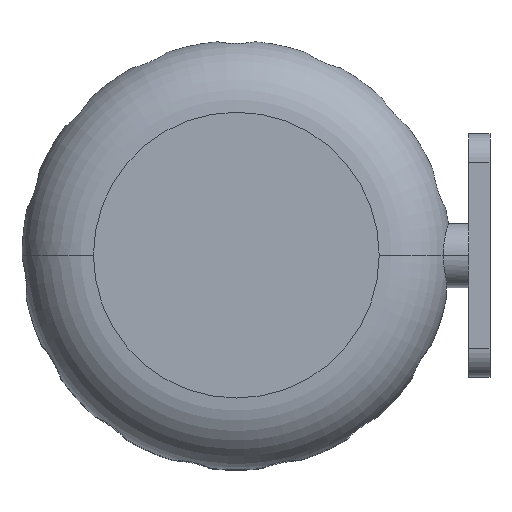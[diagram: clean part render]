
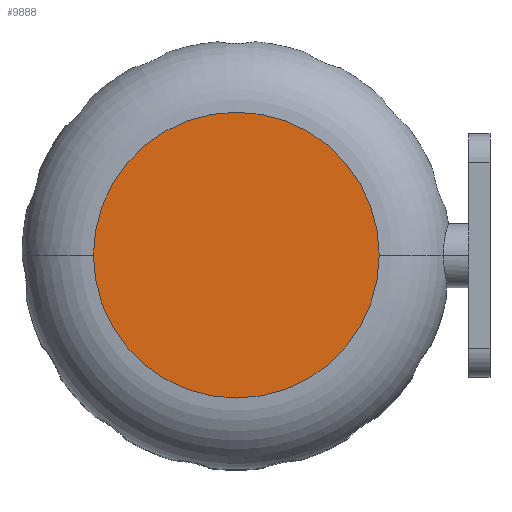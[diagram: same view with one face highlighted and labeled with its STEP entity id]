
A CAD part, top view. The second image highlights one B-rep face of the part: STEP entity #9888.
In plain terms, the highlighted planar face has unit normal (0, 0, 1).
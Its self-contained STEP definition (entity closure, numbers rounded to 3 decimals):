
#266 = AXIS2_PLACEMENT_3D ( 'NONE', #4107, #1100, #10005 ) ;
#327 = CIRCLE ( 'NONE', #11837, 20. ) ;
#1012 = VERTEX_POINT ( 'NONE', #2708 ) ;
#1100 = DIRECTION ( 'NONE',  ( 0., 0., 1. ) ) ;
#1517 = DIRECTION ( 'NONE',  ( 1., 0., 0. ) ) ;
#1590 = CIRCLE ( 'NONE', #266, 20. ) ;
#2671 = PLANE ( 'NONE',  #3001 ) ;
#2708 = CARTESIAN_POINT ( 'NONE',  ( -20., 0., 80. ) ) ;
#3001 = AXIS2_PLACEMENT_3D ( 'NONE', #7626, #8532, #1517 ) ;
#4107 = CARTESIAN_POINT ( 'NONE',  ( 0., 0., 80. ) ) ;
#5596 = FACE_OUTER_BOUND ( 'NONE', #11021, .T. ) ;
#6609 = CARTESIAN_POINT ( 'NONE',  ( 0., 0., 80. ) ) ;
#7304 = EDGE_CURVE ( 'NONE', #1012, #10208, #327, .T. ) ;
#7626 = CARTESIAN_POINT ( 'NONE',  ( 0., 0., 80. ) ) ;
#7822 = EDGE_CURVE ( 'NONE', #10208, #1012, #1590, .T. ) ;
#8532 = DIRECTION ( 'NONE',  ( 0., 0., 1. ) ) ;
#9003 = CARTESIAN_POINT ( 'NONE',  ( 20., 0., 80. ) ) ;
#9495 = DIRECTION ( 'NONE',  ( 0., 0., 1. ) ) ;
#9888 = ADVANCED_FACE ( 'NONE', ( #5596 ), #2671, .T. ) ;
#10005 = DIRECTION ( 'NONE',  ( 1., 0., 0. ) ) ;
#10208 = VERTEX_POINT ( 'NONE', #9003 ) ;
#11021 = EDGE_LOOP ( 'NONE', ( #12286, #12758 ) ) ;
#11717 = DIRECTION ( 'NONE',  ( 1., 0., 0. ) ) ;
#11837 = AXIS2_PLACEMENT_3D ( 'NONE', #6609, #9495, #11717 ) ;
#12286 = ORIENTED_EDGE ( 'NONE', *, *, #7822, .T. ) ;
#12758 = ORIENTED_EDGE ( 'NONE', *, *, #7304, .T. ) ;
